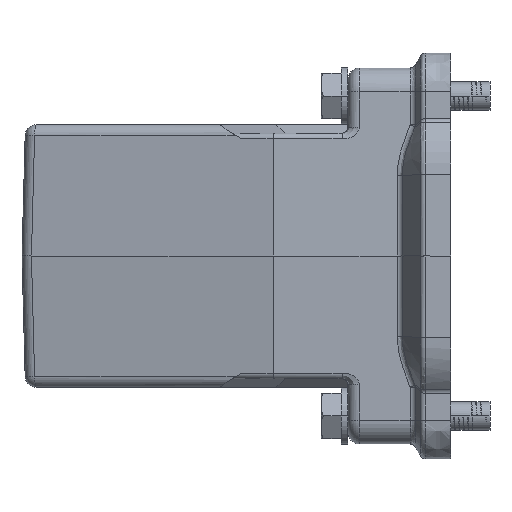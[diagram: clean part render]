
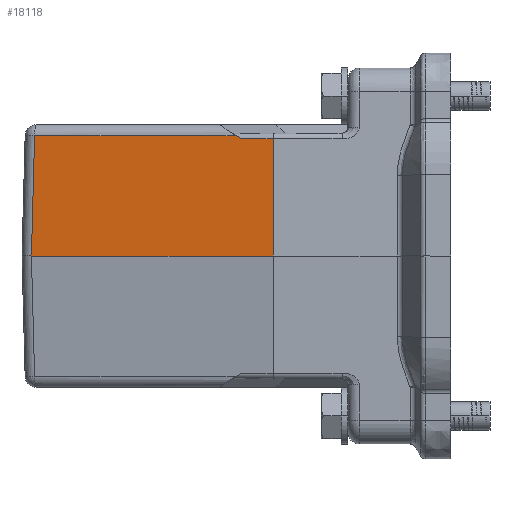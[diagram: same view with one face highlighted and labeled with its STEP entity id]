
A CAD part, left-side view. The second image highlights one B-rep face of the part: STEP entity #18118.
In plain terms, the highlighted planar face has unit normal (-0.985, 0.174, 0.026).
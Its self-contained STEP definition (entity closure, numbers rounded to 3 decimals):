
#51=DIRECTION('',(0.026,-0.002,1.));
#52=VECTOR('',#51,20.533);
#53=CARTESIAN_POINT('',(-36.5,19.8,0.));
#54=LINE('',#53,#52);
#1291=CARTESIAN_POINT('',(-34.962,25.426,20.526));
#1293=DIRECTION('',(0.164,0.853,0.495));
#1294=VECTOR('',#1293,1.063);
#1295=CARTESIAN_POINT('',(-34.962,25.426,20.526));
#1296=LINE('',#1295,#1294);
#1306=DIRECTION('',(0.174,0.985,0.));
#1307=VECTOR('',#1306,0.087);
#1308=CARTESIAN_POINT('',(-35.963,19.753,20.526));
#1309=LINE('',#1308,#1307);
#1310=DIRECTION('',(0.174,0.985,0.));
#1311=VECTOR('',#1310,5.674);
#1312=CARTESIAN_POINT('',(-35.947,19.839,20.526));
#1313=LINE('',#1312,#1311);
#1314=DIRECTION('',(0.174,0.985,0.));
#1315=VECTOR('',#1314,43.001);
#1316=CARTESIAN_POINT('',(-36.5,19.8,
0.));
#1317=LINE('',#1316,#1315);
#1318=DIRECTION('',(0.022,-0.026,0.999));
#1319=VECTOR('',#1318,21.065);
#1320=CARTESIAN_POINT('',(-29.033,62.148,
0.));
#1321=LINE('',#1320,#1319);
#2602=DIRECTION('',(0.174,0.985,0.));
#2603=VECTOR('',#2602,11.847);
#2604=CARTESIAN_POINT('',(-34.788,26.333,21.052));
#2605=LINE('',#2604,#2603);
#2606=DIRECTION('',(0.174,0.985,0.));
#2607=VECTOR('',#2606,23.961);
#2608=CARTESIAN_POINT('',(-32.731,38.,21.052));
#2609=LINE('',#2608,#2607);
#13087=CARTESIAN_POINT('',(-35.963,19.753,
20.526));
#13089=VERTEX_POINT('',#13087);
#13091=CARTESIAN_POINT('',(-36.5,19.8,
0.));
#13093=VERTEX_POINT('',#13091);
#13916=VERTEX_POINT('',#1291);
#13917=CARTESIAN_POINT('',(-34.788,26.333,
21.052));
#13918=VERTEX_POINT('',#13917);
#13919=CARTESIAN_POINT('',(-35.947,19.839,
20.526));
#13920=VERTEX_POINT('',#13919);
#13921=CARTESIAN_POINT('',(-29.033,62.148,
0.));
#13922=VERTEX_POINT('',#13921);
#13923=CARTESIAN_POINT('',(-28.57,61.597,
21.052));
#13924=VERTEX_POINT('',#13923);
#13925=CARTESIAN_POINT('',(-32.731,38.,21.052));
#13926=VERTEX_POINT('',#13925);
#18099=CARTESIAN_POINT('',(-32.495,40.926,
10.526));
#18100=DIRECTION('',(0.984,-0.174,-0.026));
#18101=DIRECTION('',(-0.174,-0.985,0.));
#18102=AXIS2_PLACEMENT_3D('',#18099,#18100,#18101);
#18103=PLANE('',#18102);
#18104=ORIENTED_EDGE('',*,*,#18093,.F.);
#18105=ORIENTED_EDGE('',*,*,#18091,.F.);
#18106=ORIENTED_EDGE('',*,*,#15771,.F.);
#18108=ORIENTED_EDGE('',*,*,#18107,.T.);
#18110=ORIENTED_EDGE('',*,*,#18109,.T.);
#18112=ORIENTED_EDGE('',*,*,#18111,.F.);
#18114=ORIENTED_EDGE('',*,*,#18113,.F.);
#18115=ORIENTED_EDGE('',*,*,#18075,.F.);
#18116=EDGE_LOOP('',(#18104,#18105,#18106,#18108,#18110,#18112,#18114,#18115));
#18117=FACE_OUTER_BOUND('',#18116,.F.);
#18118=ADVANCED_FACE('',(#18117),#18103,.F.);
#15771=EDGE_CURVE('',#13093,#13089,#54,.T.);
#18075=EDGE_CURVE('',#13916,#13918,#1296,.T.);
#18091=EDGE_CURVE('',#13089,#13920,#1309,.T.);
#18093=EDGE_CURVE('',#13920,#13916,#1313,.T.);
#18107=EDGE_CURVE('',#13093,#13922,#1317,.T.);
#18109=EDGE_CURVE('',#13922,#13924,#1321,.T.);
#18111=EDGE_CURVE('',#13926,#13924,#2609,.T.);
#18113=EDGE_CURVE('',#13918,#13926,#2605,.T.);
